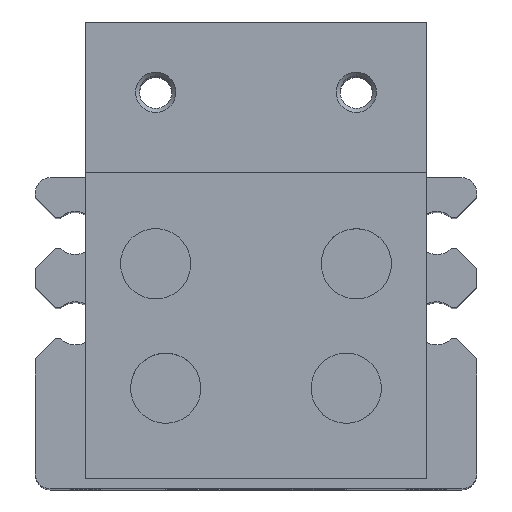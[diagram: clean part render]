
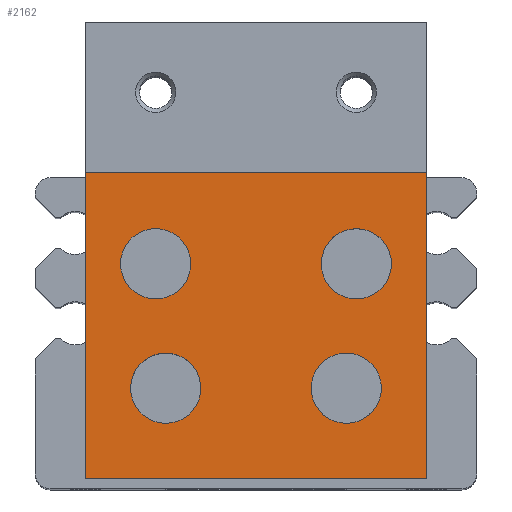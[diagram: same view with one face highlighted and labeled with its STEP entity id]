
A CAD part, top view. The second image highlights one B-rep face of the part: STEP entity #2162.
In plain terms, the highlighted planar face has unit normal (0, 0, 1).
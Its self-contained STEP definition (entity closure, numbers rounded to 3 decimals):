
#92=LINE('',#3344,#238);
#94=LINE('',#3348,#240);
#102=LINE('',#3368,#248);
#103=LINE('',#3369,#249);
#238=VECTOR('',#2699,1000.);
#240=VECTOR('',#2703,1000.);
#248=VECTOR('',#2721,1000.);
#249=VECTOR('',#2722,1000.);
#378=PLANE('',#2351);
#468=FACE_BOUND('',#730,.T.);
#469=FACE_BOUND('',#731,.T.);
#470=FACE_BOUND('',#732,.T.);
#471=FACE_BOUND('',#733,.T.);
#560=FACE_OUTER_BOUND('',#729,.T.);
#729=EDGE_LOOP('',(#1558,#1559,#1560,#1561));
#730=EDGE_LOOP('',(#1562));
#731=EDGE_LOOP('',(#1563));
#732=EDGE_LOOP('',(#1564));
#733=EDGE_LOOP('',(#1565));
#920=CIRCLE('',#2352,3.5);
#921=CIRCLE('',#2353,3.5);
#922=CIRCLE('',#2354,3.5);
#923=CIRCLE('',#2355,3.5);
#1042=VERTEX_POINT('',#3341);
#1043=VERTEX_POINT('',#3343);
#1044=VERTEX_POINT('',#3347);
#1051=VERTEX_POINT('',#3367);
#1052=VERTEX_POINT('',#3370);
#1053=VERTEX_POINT('',#3372);
#1054=VERTEX_POINT('',#3374);
#1055=VERTEX_POINT('',#3376);
#1245=EDGE_CURVE('',#1043,#1042,#92,.T.);
#1247=EDGE_CURVE('',#1043,#1044,#94,.T.);
#1257=EDGE_CURVE('',#1042,#1051,#102,.T.);
#1258=EDGE_CURVE('',#1044,#1051,#103,.T.);
#1259=EDGE_CURVE('',#1052,#1052,#920,.T.);
#1260=EDGE_CURVE('',#1053,#1053,#921,.F.);
#1261=EDGE_CURVE('',#1054,#1054,#922,.F.);
#1262=EDGE_CURVE('',#1055,#1055,#923,.T.);
#1558=ORIENTED_EDGE('',*,*,#1257,.T.);
#1559=ORIENTED_EDGE('',*,*,#1258,.F.);
#1560=ORIENTED_EDGE('',*,*,#1247,.F.);
#1561=ORIENTED_EDGE('',*,*,#1245,.T.);
#1562=ORIENTED_EDGE('',*,*,#1259,.F.);
#1563=ORIENTED_EDGE('',*,*,#1260,.F.);
#1564=ORIENTED_EDGE('',*,*,#1261,.F.);
#1565=ORIENTED_EDGE('',*,*,#1262,.F.);
#2162=ADVANCED_FACE('',(#560,#468,#469,#470,#471),#378,.F.);
#2351=AXIS2_PLACEMENT_3D('',#3366,#2719,#2720);
#2352=AXIS2_PLACEMENT_3D('',#3371,#2723,#2724);
#2353=AXIS2_PLACEMENT_3D('',#3373,#2725,#2726);
#2354=AXIS2_PLACEMENT_3D('',#3375,#2727,#2728);
#2355=AXIS2_PLACEMENT_3D('',#3377,#2729,#2730);
#2699=DIRECTION('',(1.,0.,0.));
#2703=DIRECTION('',(0.,1.,0.));
#2719=DIRECTION('center_axis',(0.,0.,-1.));
#2720=DIRECTION('ref_axis',(1.,0.,0.));
#2721=DIRECTION('',(0.,1.,0.));
#2722=DIRECTION('',(1.,0.,0.));
#2723=DIRECTION('center_axis',(0.,0.,1.));
#2724=DIRECTION('ref_axis',(-1.,0.,0.));
#2725=DIRECTION('center_axis',(0.,0.,-1.));
#2726=DIRECTION('ref_axis',(1.,0.,0.));
#2727=DIRECTION('center_axis',(0.,0.,-1.));
#2728=DIRECTION('ref_axis',(1.,0.,0.));
#2729=DIRECTION('center_axis',(0.,0.,1.));
#2730=DIRECTION('ref_axis',(-1.,0.,0.));
#3341=CARTESIAN_POINT('',(17.,-14.5,82.5));
#3343=CARTESIAN_POINT('',(-17.,-14.5,82.5));
#3344=CARTESIAN_POINT('',(-17.,-14.5,82.5));
#3347=CARTESIAN_POINT('',(-17.,16.,82.5));
#3348=CARTESIAN_POINT('',(-17.,-14.5,82.5));
#3366=CARTESIAN_POINT('Origin',(-17.,-14.5,82.5));
#3367=CARTESIAN_POINT('',(17.,16.,82.5));
#3368=CARTESIAN_POINT('',(17.,-14.5,82.5));
#3369=CARTESIAN_POINT('',(-17.,16.,82.5));
#3370=CARTESIAN_POINT('',(-12.5,-5.5,82.5));
#3371=CARTESIAN_POINT('Origin',(-9.,-5.5,82.5));
#3372=CARTESIAN_POINT('',(-6.5,6.9,82.5));
#3373=CARTESIAN_POINT('Origin',(-10.,6.9,82.5));
#3374=CARTESIAN_POINT('',(12.5,-5.5,82.5));
#3375=CARTESIAN_POINT('Origin',(9.,-5.5,82.5));
#3376=CARTESIAN_POINT('',(6.5,6.9,82.5));
#3377=CARTESIAN_POINT('Origin',(10.,6.9,82.5));
